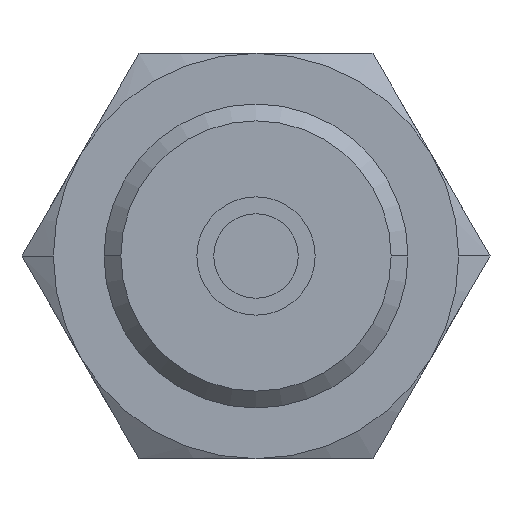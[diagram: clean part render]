
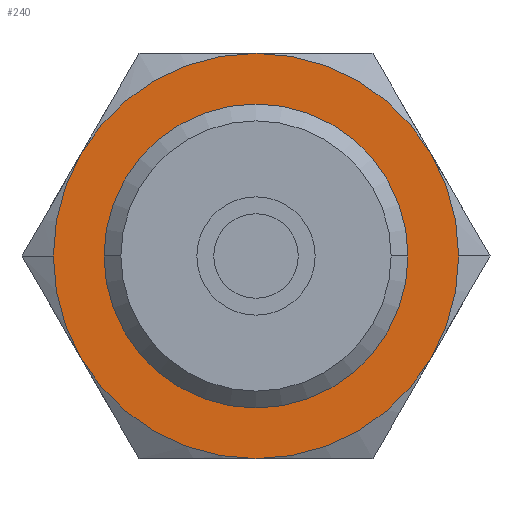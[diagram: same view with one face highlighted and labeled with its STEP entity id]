
A CAD part, front view. The second image highlights one B-rep face of the part: STEP entity #240.
In plain terms, the highlighted planar face has unit normal (0, -1, 0).
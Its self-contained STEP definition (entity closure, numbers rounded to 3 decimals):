
#240=ADVANCED_FACE('',(#391,#392),#393,.T.);
#391=FACE_OUTER_BOUND('',#549,.T.);
#392=FACE_BOUND('',#550,.T.);
#393=PLANE('',#551);
#549=EDGE_LOOP('',(#1041,#1042,#1043,#1044,#1045,#1046,#1047,#1048));
#550=EDGE_LOOP('',(#1049,#1050));
#551=AXIS2_PLACEMENT_3D('',#1051,#1052,#1053);
#1041=ORIENTED_EDGE('',*,*,#1239,.F.);
#1042=ORIENTED_EDGE('',*,*,#1225,.F.);
#1043=ORIENTED_EDGE('',*,*,#1228,.F.);
#1044=ORIENTED_EDGE('',*,*,#1230,.F.);
#1045=ORIENTED_EDGE('',*,*,#1223,.F.);
#1046=ORIENTED_EDGE('',*,*,#1234,.F.);
#1047=ORIENTED_EDGE('',*,*,#1237,.F.);
#1048=ORIENTED_EDGE('',*,*,#1219,.F.);
#1049=ORIENTED_EDGE('',*,*,#1259,.T.);
#1050=ORIENTED_EDGE('',*,*,#1203,.T.);
#1051=CARTESIAN_POINT('',(10.5,-8.0,0.0));
#1052=DIRECTION('',(0.0,-1.0,0.0));
#1053=DIRECTION('',(-1.0,0.0,0.0));
#1203=EDGE_CURVE('',#1417,#1414,#1418,.T.);
#1219=EDGE_CURVE('',#1444,#1447,#1448,.T.);
#1223=EDGE_CURVE('',#1453,#1451,#1455,.T.);
#1225=EDGE_CURVE('',#1457,#1459,#1460,.T.);
#1228=EDGE_CURVE('',#1463,#1457,#1465,.T.);
#1230=EDGE_CURVE('',#1451,#1463,#1467,.T.);
#1234=EDGE_CURVE('',#1471,#1453,#1473,.T.);
#1237=EDGE_CURVE('',#1447,#1471,#1477,.T.);
#1239=EDGE_CURVE('',#1459,#1444,#1479,.T.);
#1259=EDGE_CURVE('',#1414,#1417,#1507,.T.);
#1414=VERTEX_POINT('',#1954);
#1417=VERTEX_POINT('',#1958);
#1418=CIRCLE('',#1959,9.0);
#1444=VERTEX_POINT('',#2014);
#1447=VERTEX_POINT('',#2018);
#1448=CIRCLE('',#2019,12.0);
#1451=VERTEX_POINT('',#2033);
#1453=VERTEX_POINT('',#2036);
#1455=CIRCLE('',#2049,12.0);
#1457=VERTEX_POINT('',#2051);
#1459=VERTEX_POINT('',#2064);
#1460=CIRCLE('',#2065,12.0);
#1463=VERTEX_POINT('',#2079);
#1465=CIRCLE('',#2092,12.0);
#1467=CIRCLE('',#2105,12.0);
#1471=VERTEX_POINT('',#2131);
#1473=CIRCLE('',#2144,12.0);
#1477=CIRCLE('',#2170,12.0);
#1479=CIRCLE('',#2183,12.0);
#1507=CIRCLE('',#2321,9.0);
#1954=CARTESIAN_POINT('',(9.0,-8.0,0.0));
#1958=CARTESIAN_POINT('',(-9.0,-8.0,0.));
#1959=AXIS2_PLACEMENT_3D('',#2489,#2490,#2491);
#2014=CARTESIAN_POINT('',(12.0,-8.0,0.));
#2018=CARTESIAN_POINT('',(10.392,-8.0,-6.0));
#2019=AXIS2_PLACEMENT_3D('',#2515,#2516,#2517);
#2033=CARTESIAN_POINT('',(-12.0,-8.0,0.));
#2036=CARTESIAN_POINT('',(-10.392,-8.0,-6.0));
#2049=AXIS2_PLACEMENT_3D('',#2519,#2520,#2521);
#2051=CARTESIAN_POINT('',(0.,-8.0,12.0));
#2064=CARTESIAN_POINT('',(10.392,-8.0,6.0));
#2065=AXIS2_PLACEMENT_3D('',#2522,#2523,#2524);
#2079=CARTESIAN_POINT('',(-10.392,-8.0,6.0));
#2092=AXIS2_PLACEMENT_3D('',#2525,#2526,#2527);
#2105=AXIS2_PLACEMENT_3D('',#2528,#2529,#2530);
#2131=CARTESIAN_POINT('',(0.0,-8.0,-12.0));
#2144=AXIS2_PLACEMENT_3D('',#2531,#2532,#2533);
#2170=AXIS2_PLACEMENT_3D('',#2534,#2535,#2536);
#2183=AXIS2_PLACEMENT_3D('',#2537,#2538,#2539);
#2321=AXIS2_PLACEMENT_3D('',#2567,#2568,#2569);
#2489=CARTESIAN_POINT('',(0.0,-8.0,0.0));
#2490=DIRECTION('',(0.0,1.0,0.0));
#2491=DIRECTION('',(1.0,0.0,0.0));
#2515=CARTESIAN_POINT('',(0.0,-8.0,0.0));
#2516=DIRECTION('',(0.0,1.0,0.0));
#2517=DIRECTION('',(1.0,0.0,0.0));
#2519=CARTESIAN_POINT('',(0.0,-8.0,0.0));
#2520=DIRECTION('',(0.0,1.0,0.0));
#2521=DIRECTION('',(1.0,0.0,0.0));
#2522=CARTESIAN_POINT('',(0.0,-8.0,0.0));
#2523=DIRECTION('',(0.0,1.0,0.0));
#2524=DIRECTION('',(1.0,0.0,0.0));
#2525=CARTESIAN_POINT('',(0.0,-8.0,0.0));
#2526=DIRECTION('',(0.0,1.0,0.0));
#2527=DIRECTION('',(1.0,0.0,0.0));
#2528=CARTESIAN_POINT('',(0.0,-8.0,0.0));
#2529=DIRECTION('',(0.0,1.0,0.0));
#2530=DIRECTION('',(1.0,0.0,0.0));
#2531=CARTESIAN_POINT('',(0.0,-8.0,0.0));
#2532=DIRECTION('',(0.0,1.0,0.0));
#2533=DIRECTION('',(1.0,0.0,0.0));
#2534=CARTESIAN_POINT('',(0.0,-8.0,0.0));
#2535=DIRECTION('',(0.0,1.0,0.0));
#2536=DIRECTION('',(1.0,0.0,0.0));
#2537=CARTESIAN_POINT('',(0.0,-8.0,0.0));
#2538=DIRECTION('',(0.0,1.0,0.0));
#2539=DIRECTION('',(1.0,0.0,0.0));
#2567=CARTESIAN_POINT('',(0.0,-8.0,0.0));
#2568=DIRECTION('',(0.0,1.0,0.0));
#2569=DIRECTION('',(1.0,0.0,0.0));
